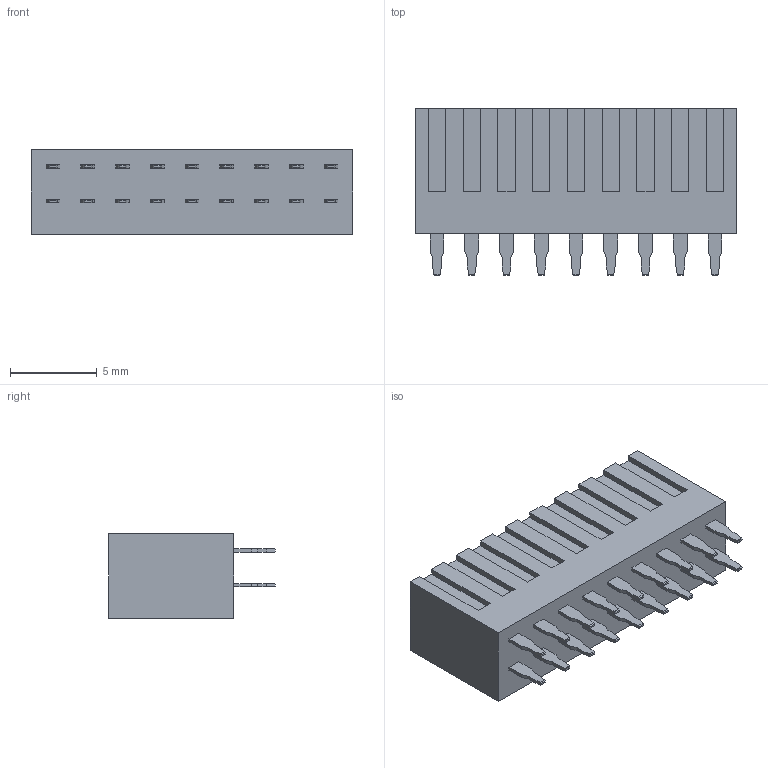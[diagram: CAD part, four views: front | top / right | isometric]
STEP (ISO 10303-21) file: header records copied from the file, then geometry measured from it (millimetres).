
FILE_DESCRIPTION( ('This file contains a STEP AP42 implementation' ,'as created by ZW3D STEP Interface translator.') ,'2;1' );
FILE_NAME( '2272-2XXSXXCUNX2.stp' ,'23 418.113115', (''), ('ZWCAD Software Co.'), 'Version 1.0', 'ZW3D to STEP translator', '' );
FILE_SCHEMA(('AUTOMOTIVE_DESIGN { 1 0 10303 214 1 1 1 1 }'));
Length unit declared in the file: millimetre
Products named in the file (2): 0; 2272-220sxxcunx1
Bounding box: 18.5 x 9.6 x 4.84 mm (x, y, z)
Volume: 505.3 mm3; surface area: 1436.3 mm2
Topology: 1 solids, 1 shells, 1982 faces, 5688 edges, 3708 vertices
Faces by surface type: plane 1334, cylinder 612, bspline 36
Entity records: 67318 total; most frequent: CARTESIAN_POINT 12783, ORIENTED_EDGE 11376, DIRECTION 10518, EDGE_CURVE 5688, VECTOR 4392, LINE 4392, VERTEX_POINT 3708, AXIS2_PLACEMENT_3D 3063
